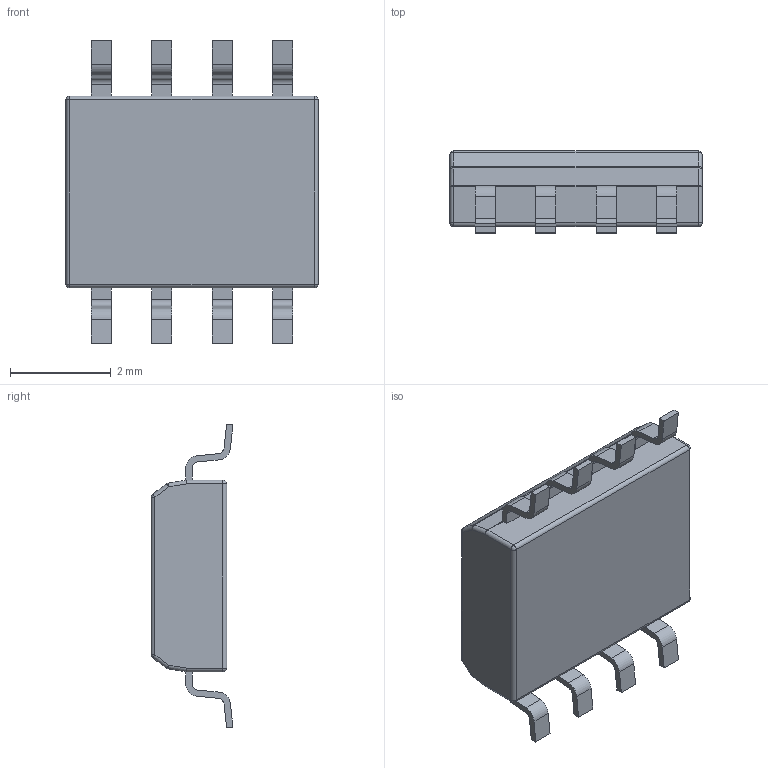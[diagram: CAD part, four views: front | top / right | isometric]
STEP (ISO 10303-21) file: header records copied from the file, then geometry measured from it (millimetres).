
FILE_DESCRIPTION (( 'STEP AP214' ), '1' );
FILE_NAME ('LM358.STEP', '2021-05-26T13:51:12', ( '' ), ( '' ), 'SwSTEP 2.0', 'SolidWorks 2018', '' );
FILE_SCHEMA (( 'AUTOMOTIVE_DESIGN' ));
Length unit declared in the file: millimetre
Products named in the file (2): LM358
Bounding box: 5 x 1.62 x 6 mm (x, y, z)
Volume: 28.3 mm3; surface area: 76.5 mm2
Topology: 9 solids, 9 shells, 165 faces, 398 edges, 244 vertices
Faces by surface type: plane 91, cylinder 58, sphere 16
Entity records: 6632 total; most frequent: DIRECTION 840, CARTESIAN_POINT 801, ORIENTED_EDGE 780, EDGE_CURVE 390, AXIS2_PLACEMENT_3D 283, VECTOR 274, LINE 274, VERTEX_POINT 244
